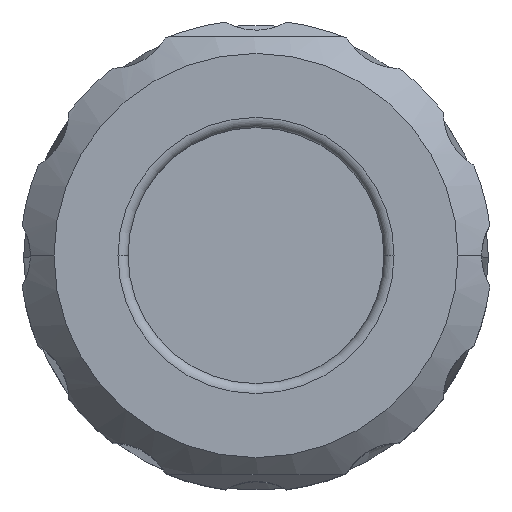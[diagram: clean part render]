
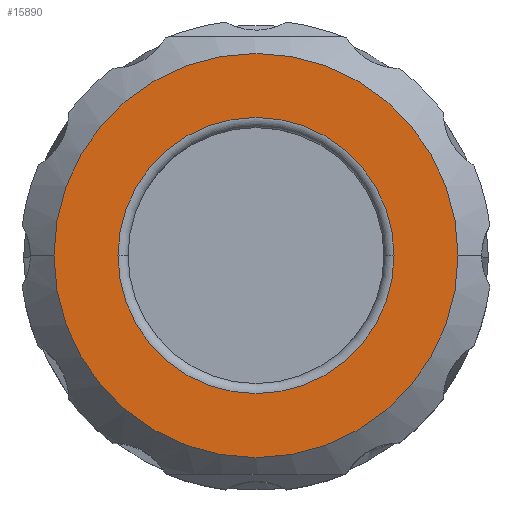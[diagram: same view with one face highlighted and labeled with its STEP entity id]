
A CAD part, top view. The second image highlights one B-rep face of the part: STEP entity #15890.
In plain terms, the highlighted planar face has unit normal (0, 0, 1).
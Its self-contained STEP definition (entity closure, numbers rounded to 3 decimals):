
#15400=CARTESIAN_POINT('',(-4.109,0.,46.85));
#15410=VERTEX_POINT('',#15400);
#15500=CARTESIAN_POINT('',(4.091,0.,46.85));
#15510=VERTEX_POINT('',#15500);
#15540=CARTESIAN_POINT('',(-0.009,0.,
46.85));
#15550=DIRECTION('',(0.,0.,-1.));
#15560=DIRECTION('',(-1.,0.,0.));
#15570=AXIS2_PLACEMENT_3D('',#15540,#15550,#15560);
#15580=CIRCLE('',#15570,4.1);
#15590=EDGE_CURVE('',#15510,#15410,#15580,.T.);
#15640=CARTESIAN_POINT('',(-5.409,0.,46.85));
#15650=DIRECTION('',(-0.,0.,-1.));
#15660=DIRECTION('',(-1.,0.,0.));
#15670=AXIS2_PLACEMENT_3D('',#15640,#15650,#15660);
#15680=PLANE('',#15670);
#15690=CARTESIAN_POINT('',(-0.009,0.,
46.85));
#15700=DIRECTION('',(0.,0.,-1.));
#15710=DIRECTION('',(-1.,0.,0.));
#15720=AXIS2_PLACEMENT_3D('',#15690,#15700,#15710);
#15730=CIRCLE('',#15720,6.);
#15740=CARTESIAN_POINT('',(-6.009,0.,46.85));
#15750=VERTEX_POINT('',#15740);
#15760=CARTESIAN_POINT('',(5.991,0.,46.85));
#15770=VERTEX_POINT('',#15760);
#15780=EDGE_CURVE('',#15750,#15770,#15730,.T.);
#15790=ORIENTED_EDGE('',*,*,#15780,.F.);
#15800=EDGE_CURVE('',#15770,#15750,#15730,.T.);
#15810=ORIENTED_EDGE('',*,*,#15800,.F.);
#15820=EDGE_LOOP('',(#15810,#15790));
#15830=FACE_OUTER_BOUND('',#15820,.T.);
#15840=EDGE_CURVE('',#15410,#15510,#15580,.T.);
#15850=ORIENTED_EDGE('',*,*,#15840,.T.);
#15860=ORIENTED_EDGE('',*,*,#15590,.T.);
#15870=EDGE_LOOP('',(#15860,#15850));
#15880=FACE_BOUND('',#15870,.T.);
#15890=ADVANCED_FACE('',(#15830,#15880),#15680,.F.);
